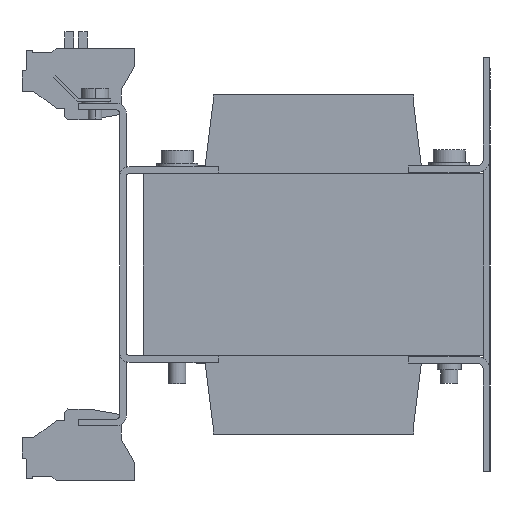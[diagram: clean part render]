
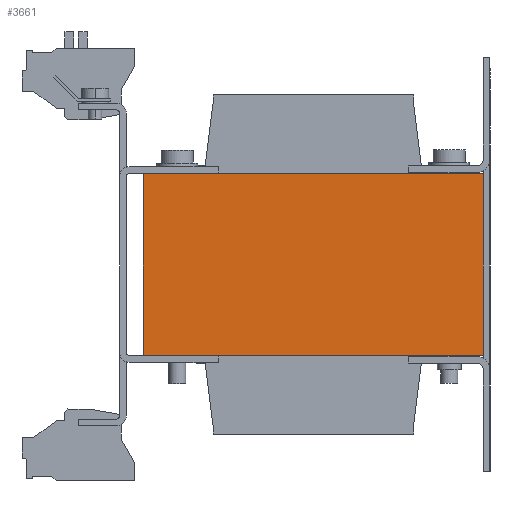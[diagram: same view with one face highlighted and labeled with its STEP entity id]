
A CAD part, left-side view. The second image highlights one B-rep face of the part: STEP entity #3661.
In plain terms, the highlighted planar face has unit normal (-1, 0, 0).
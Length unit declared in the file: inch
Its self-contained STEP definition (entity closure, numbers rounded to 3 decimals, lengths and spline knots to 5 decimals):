
#374 = LINE ( 'NONE', #6777, #3549 ) ;
#1053 = DIRECTION ( 'NONE',  ( 0., -1., 0. ) ) ;
#1277 = CARTESIAN_POINT ( 'NONE',  ( -2.3622, 0., -1.05315 ) ) ;
#1344 = ORIENTED_EDGE ( 'NONE', *, *, #2749, .F. ) ;
#1607 = CARTESIAN_POINT ( 'NONE',  ( -2.3622, 0., 1.05315 ) ) ;
#2256 = CARTESIAN_POINT ( 'NONE',  ( -2.3622, 1.96854, -1.05315 ) ) ;
#2310 = ORIENTED_EDGE ( 'NONE', *, *, #6819, .T. ) ;
#2479 = VERTEX_POINT ( 'NONE', #6470 ) ;
#2749 = EDGE_CURVE ( 'NONE', #8696, #8447, #4596, .T. ) ;
#2984 = CARTESIAN_POINT ( 'NONE',  ( -2.3622, -1.9685, 1.05315 ) ) ;
#3271 = VERTEX_POINT ( 'NONE', #5482 ) ;
#3549 = VECTOR ( 'NONE', #1053, 39.37008 ) ;
#3653 = AXIS2_PLACEMENT_3D ( 'NONE', #1607, #9349, #7131 ) ;
#3661 = ADVANCED_FACE ( 'NONE', ( #3963 ), #10180, .F. ) ;
#3963 = FACE_OUTER_BOUND ( 'NONE', #5713, .T. ) ;
#4491 = DIRECTION ( 'NONE',  ( 0., 0., 1. ) ) ;
#4596 = LINE ( 'NONE', #5266, #5299 ) ;
#4899 = VECTOR ( 'NONE', #6048, 39.37008 ) ;
#5252 = LINE ( 'NONE', #1277, #5717 ) ;
#5266 = CARTESIAN_POINT ( 'NONE',  ( -2.3622, 1.96854, 1.05315 ) ) ;
#5299 = VECTOR ( 'NONE', #4491, 39.37008 ) ;
#5408 = DIRECTION ( 'NONE',  ( 0., -1., 0. ) ) ;
#5482 = CARTESIAN_POINT ( 'NONE',  ( -2.3622, -1.9685, -1.05315 ) ) ;
#5694 = ORIENTED_EDGE ( 'NONE', *, *, #8433, .F. ) ;
#5713 = EDGE_LOOP ( 'NONE', ( #9902, #5694, #1344, #2310 ) ) ;
#5717 = VECTOR ( 'NONE', #5408, 39.37008 ) ;
#6048 = DIRECTION ( 'NONE',  ( 0., 0., 1. ) ) ;
#6470 = CARTESIAN_POINT ( 'NONE',  ( -2.3622, -1.9685, 1.05315 ) ) ;
#6777 = CARTESIAN_POINT ( 'NONE',  ( -2.3622, 0., 1.05315 ) ) ;
#6819 = EDGE_CURVE ( 'NONE', #8696, #3271, #5252, .T. ) ;
#7131 = DIRECTION ( 'NONE',  ( 0., 0., -1. ) ) ;
#7602 = CARTESIAN_POINT ( 'NONE',  ( -2.3622, 1.96854, 1.05315 ) ) ;
#8433 = EDGE_CURVE ( 'NONE', #8447, #2479, #374, .T. ) ;
#8447 = VERTEX_POINT ( 'NONE', #7602 ) ;
#8696 = VERTEX_POINT ( 'NONE', #2256 ) ;
#9349 = DIRECTION ( 'NONE',  ( 1., 0., 0. ) ) ;
#9366 = LINE ( 'NONE', #2984, #4899 ) ;
#9695 = EDGE_CURVE ( 'NONE', #3271, #2479, #9366, .T. ) ;
#9902 = ORIENTED_EDGE ( 'NONE', *, *, #9695, .T. ) ;
#10180 = PLANE ( 'NONE',  #3653 ) ;
